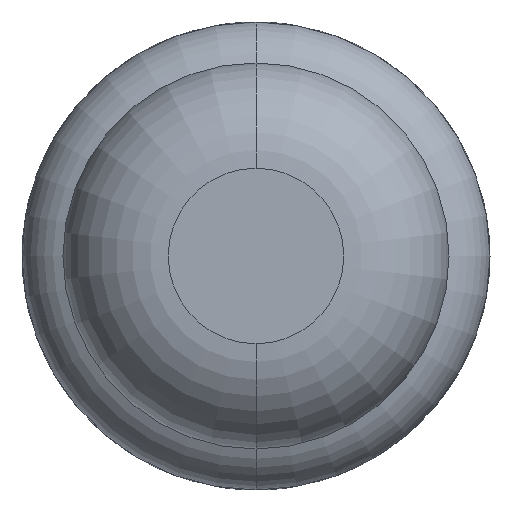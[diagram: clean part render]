
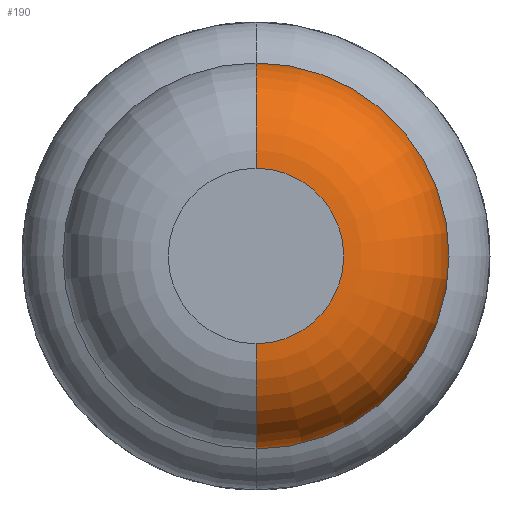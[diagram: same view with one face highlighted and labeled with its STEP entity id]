
A CAD part, front view. The second image highlights one B-rep face of the part: STEP entity #190.
In plain terms, the highlighted toroidal (fillet/blend) face has major radius 0.375 mm and minor radius 0.45 mm.
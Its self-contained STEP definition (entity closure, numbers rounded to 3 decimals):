
#42 = EDGE_CURVE ( 'Defeature ausgef�hrt1_5+Defeature ausgef�hrt1_4+Defeature ausgef�hrt1_4+Defeature ausgef�hrt1_4', #1568, #1007, #3545, .T. ) ;
#190 = ADVANCED_FACE ( 'Defeature ausgef�hrt1_5', ( #4099 ), #3994, .T. ) ;
#209 = DIRECTION ( 'NONE',  ( 0., 1., 0. ) ) ;
#232 = VERTEX_POINT ( 'NONE', #3203 ) ;
#311 = DIRECTION ( 'NONE',  ( 0., 0., 1. ) ) ;
#531 = DIRECTION ( 'NONE',  ( 0., 0., 1. ) ) ;
#699 = ORIENTED_EDGE ( 'NONE', *, *, #1739, .T. ) ;
#792 = DIRECTION ( 'NONE',  ( 0., 0., 1. ) ) ;
#913 = EDGE_CURVE ( 'NONE', #1568, #1160, #1442, .T. ) ;
#1007 = VERTEX_POINT ( 'NONE', #1175 ) ;
#1060 = AXIS2_PLACEMENT_3D ( 'NONE', #2054, #2307, #1624 ) ;
#1124 = DIRECTION ( 'NONE',  ( -1., 0., 0. ) ) ;
#1160 = VERTEX_POINT ( 'NONE', #4052 ) ;
#1175 = CARTESIAN_POINT ( 'NONE',  ( 0., -27.4, -0.375 ) ) ;
#1181 = CARTESIAN_POINT ( 'NONE',  ( 0., -27.4, 0. ) ) ;
#1233 = CARTESIAN_POINT ( 'NONE',  ( 0., -26.95, 0. ) ) ;
#1248 = DIRECTION ( 'NONE',  ( 0., 1., 0. ) ) ;
#1313 = CIRCLE ( 'NONE', #2337, 0.825 ) ;
#1442 = CIRCLE ( 'NONE', #2762, 0.45 ) ;
#1568 = VERTEX_POINT ( 'NONE', #1887 ) ;
#1624 = DIRECTION ( 'NONE',  ( 0., 0., -1. ) ) ;
#1739 = EDGE_CURVE ( 'NONE', #1007, #232, #2671, .T. ) ;
#1753 = CARTESIAN_POINT ( 'NONE',  ( 0., -26.95, 0. ) ) ;
#1887 = CARTESIAN_POINT ( 'NONE',  ( 0., -27.4, 0.375 ) ) ;
#2033 = AXIS2_PLACEMENT_3D ( 'NONE', #1181, #209, #531 ) ;
#2054 = CARTESIAN_POINT ( 'NONE',  ( 0., -26.95, -0.375 ) ) ;
#2307 = DIRECTION ( 'NONE',  ( 1., 0., 0. ) ) ;
#2337 = AXIS2_PLACEMENT_3D ( 'NONE', #1753, #2752, #792 ) ;
#2548 = EDGE_CURVE ( 'Defeature ausgef�hrt1_6+Defeature ausgef�hrt1_5+Defeature ausgef�hrt1_5+Defeature ausgef�hrt1_5', #1160, #232, #1313, .T. ) ;
#2671 = CIRCLE ( 'NONE', #1060, 0.45 ) ;
#2752 = DIRECTION ( 'NONE',  ( 0., 1., 0. ) ) ;
#2762 = AXIS2_PLACEMENT_3D ( 'NONE', #3456, #1124, #3439 ) ;
#2861 = AXIS2_PLACEMENT_3D ( 'NONE', #1233, #1248, #311 ) ;
#3203 = CARTESIAN_POINT ( 'NONE',  ( 0., -26.95, -0.825 ) ) ;
#3439 = DIRECTION ( 'NONE',  ( 0., 0., 1. ) ) ;
#3456 = CARTESIAN_POINT ( 'NONE',  ( 0., -26.95, 0.375 ) ) ;
#3514 = ORIENTED_EDGE ( 'NONE', *, *, #42, .T. ) ;
#3544 = EDGE_LOOP ( 'NONE', ( #3514, #699, #3688, #3802 ) ) ;
#3545 = CIRCLE ( 'NONE', #2033, 0.375 ) ;
#3688 = ORIENTED_EDGE ( 'NONE', *, *, #2548, .F. ) ;
#3802 = ORIENTED_EDGE ( 'NONE', *, *, #913, .F. ) ;
#3994 = TOROIDAL_SURFACE ( 'NONE', #2861, 0.375, 0.45 ) ;
#4052 = CARTESIAN_POINT ( 'NONE',  ( 0., -26.95, 0.825 ) ) ;
#4099 = FACE_OUTER_BOUND ( 'NONE', #3544, .T. ) ;
